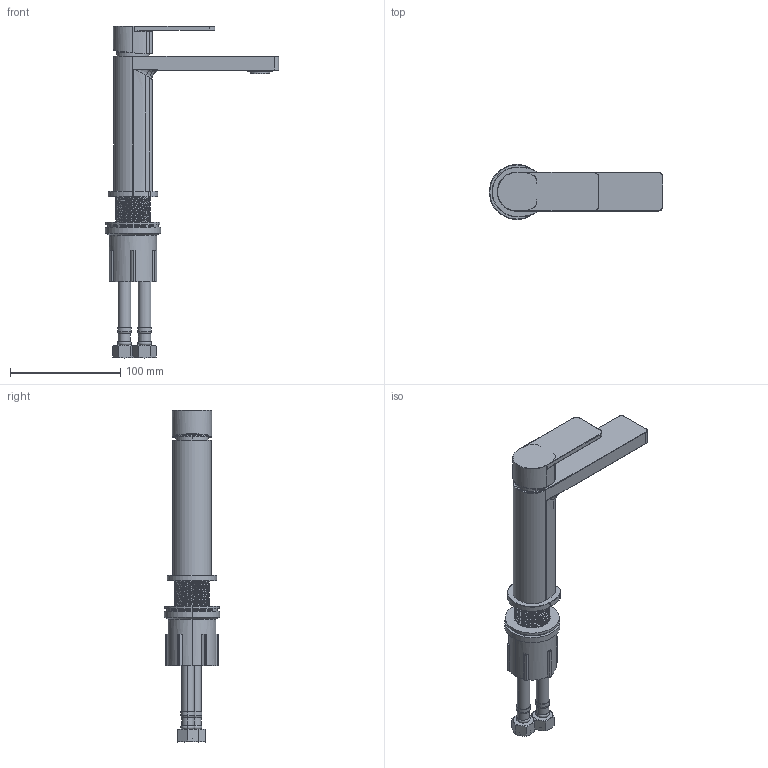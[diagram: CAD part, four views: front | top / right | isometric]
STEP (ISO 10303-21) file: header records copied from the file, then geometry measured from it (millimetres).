
FILE_DESCRIPTION((''),'2;1');
FILE_NAME('B28-0002_ASM','2023-03-30T15:46:42',('Administrator'),(''),'CREO PARAMETRIC BY PTC INC, 2019010','CREO PARAMETRIC BY PTC INC, 2019010','');
FILE_SCHEMA(('AUTOMOTIVE_DESIGN { 1 0 10303 214 1 1 1 1 }'));
Products named in the file (14): 928700; 810111; 715702W; 715505; 303040015-DD_1; 822101; 956701; 719201; 719203; 719202; 719204; RUANGUAN-Q; 719200RUANGUAN_ASM; B28-0002_ASM
Assembly tree (14 placements, depth 3):
  B28-0002_ASM
    928700
    810111
    715702W
    715505
    303040015-DD_1
    822101
    956701
    719200RUANGUAN_ASM
      719201
      719203
      719202
      719204
      RUANGUAN-Q  x2
Bounding box: 157 x 50 x 300.6 mm (x, y, z)
Volume: 153248.5 mm3; surface area: 139414.3 mm2
Topology: 14 solids, 24 shells, 1972 faces, 4962 edges, 3324 vertices
Faces by surface type: plane 1011, cylinder 671, cone 115, bspline 111, torus 43, extrusion 19, sphere 2
Entity records: 92377 total; most frequent: CARTESIAN_POINT 42120, ORIENTED_EDGE 9505, DIRECTION 9238, EDGE_CURVE 4785, AXIS2_PLACEMENT_3D 3194, VERTEX_POINT 3173, VECTOR 2809, LINE 2791
